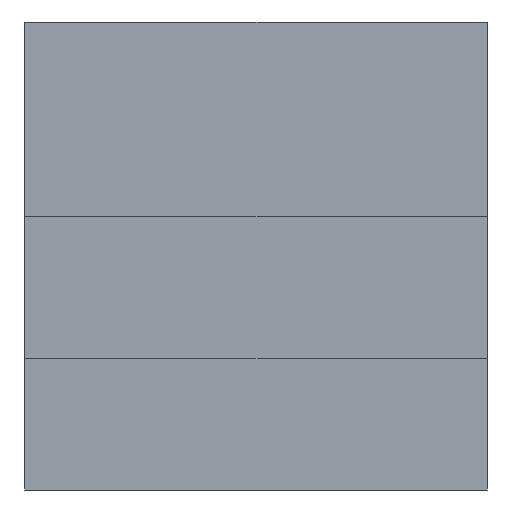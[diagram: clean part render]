
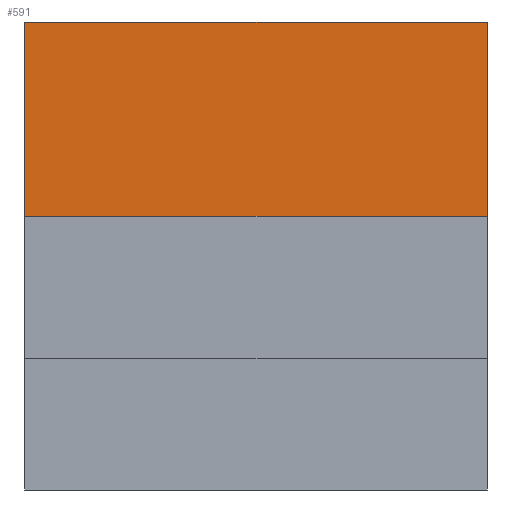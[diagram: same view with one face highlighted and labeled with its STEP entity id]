
A CAD part, left-side view. The second image highlights one B-rep face of the part: STEP entity #591.
In plain terms, the highlighted planar face has unit normal (-1, 0, 0).
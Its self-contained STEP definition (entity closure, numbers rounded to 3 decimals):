
#37=PLANE('',#630);
#70=FACE_OUTER_BOUND('',#104,.T.);
#104=EDGE_LOOP('',(#500,#501,#502,#503));
#168=LINE('',#910,#244);
#169=LINE('',#913,#245);
#170=LINE('',#915,#246);
#171=LINE('',#916,#247);
#244=VECTOR('',#748,10.);
#245=VECTOR('',#751,10.);
#246=VECTOR('',#752,10.);
#247=VECTOR('',#753,10.);
#308=VERTEX_POINT('',#906);
#309=VERTEX_POINT('',#908);
#310=VERTEX_POINT('',#912);
#311=VERTEX_POINT('',#914);
#380=EDGE_CURVE('',#308,#309,#168,.T.);
#381=EDGE_CURVE('',#308,#310,#169,.T.);
#382=EDGE_CURVE('',#311,#309,#170,.T.);
#383=EDGE_CURVE('',#310,#311,#171,.T.);
#500=ORIENTED_EDGE('',*,*,#381,.F.);
#501=ORIENTED_EDGE('',*,*,#380,.T.);
#502=ORIENTED_EDGE('',*,*,#382,.F.);
#503=ORIENTED_EDGE('',*,*,#383,.F.);
#591=ADVANCED_FACE('',(#70),#37,.T.);
#630=AXIS2_PLACEMENT_3D('',#911,#749,#750);
#748=DIRECTION('',(0.,1.,0.));
#749=DIRECTION('center_axis',(-1.,0.,0.));
#750=DIRECTION('ref_axis',(0.,0.,
1.));
#751=DIRECTION('',(0.,0.,-1.));
#752=DIRECTION('',(0.,0.,1.));
#753=DIRECTION('',(0.,1.,0.));
#906=CARTESIAN_POINT('',(12.039,-2.108,126.82));
#908=CARTESIAN_POINT('',(12.039,5.992,126.82));
#910=CARTESIAN_POINT('',(12.039,-2.108,126.82));
#911=CARTESIAN_POINT('Origin',(12.039,-2.108,123.42));
#912=CARTESIAN_POINT('',(12.039,-2.108,123.42));
#913=CARTESIAN_POINT('',(12.039,-2.108,123.72));
#914=CARTESIAN_POINT('',(12.039,5.992,123.42));
#915=CARTESIAN_POINT('',(12.039,5.992,123.72));
#916=CARTESIAN_POINT('',(12.039,-2.108,123.42));
